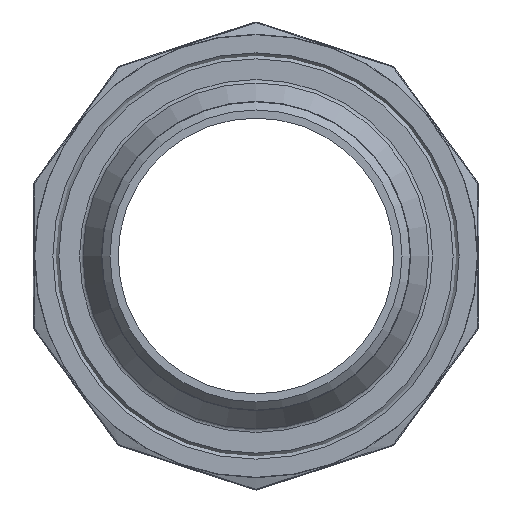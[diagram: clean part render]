
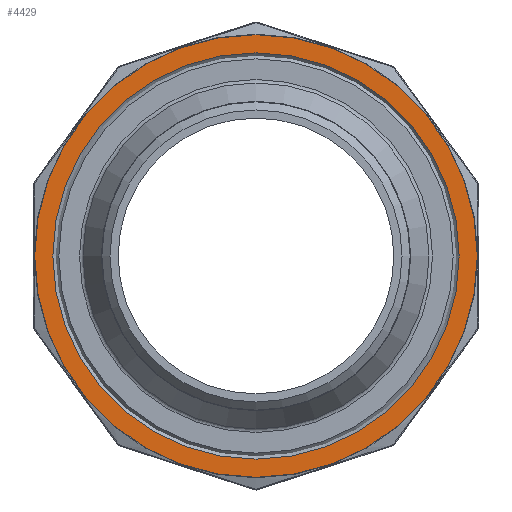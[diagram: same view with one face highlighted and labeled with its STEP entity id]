
A CAD part, left-side view. The second image highlights one B-rep face of the part: STEP entity #4429.
In plain terms, the highlighted planar face has unit normal (-1, 0, 0).
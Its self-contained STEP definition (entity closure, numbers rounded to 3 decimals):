
#1971 = CARTESIAN_POINT ( 'NONE',  ( -18., 0., 0. ) ) ;
#3689 = CARTESIAN_POINT ( 'NONE',  ( -18., 63.685, 0. ) ) ;
#3871 = FACE_BOUND ( 'NONE', #10936, .T. ) ;
#4429 = ADVANCED_FACE ( 'NONE', ( #16344, #3871 ), #7790, .T. ) ;
#5921 = EDGE_LOOP ( 'NONE', ( #11479 ) ) ;
#6709 = AXIS2_PLACEMENT_3D ( 'NONE', #1971, #7530, #11502 ) ;
#7530 = DIRECTION ( 'NONE',  ( 1., 0., 0. ) ) ;
#7790 = PLANE ( 'NONE',  #16907 ) ;
#8001 = AXIS2_PLACEMENT_3D ( 'NONE', #13443, #10625, #14670 ) ;
#9922 = VERTEX_POINT ( 'NONE', #15746 ) ;
#10625 = DIRECTION ( 'NONE',  ( -1., 0., 0. ) ) ;
#10684 = DIRECTION ( 'NONE',  ( -1., 0., 0. ) ) ;
#10936 = EDGE_LOOP ( 'NONE', ( #14306 ) ) ;
#11366 = VERTEX_POINT ( 'NONE', #12674 ) ;
#11479 = ORIENTED_EDGE ( 'NONE', *, *, #11492, .T. ) ;
#11492 = EDGE_CURVE ( 'NONE', #9922, #9922, #13215, .T. ) ;
#11502 = DIRECTION ( 'NONE',  ( 0., 1., 0. ) ) ;
#12674 = CARTESIAN_POINT ( 'NONE',  ( -18., 50.165, 0. ) ) ;
#13089 = EDGE_CURVE ( 'NONE', #11366, #11366, #17459, .T. ) ;
#13215 = CIRCLE ( 'NONE', #8001, 54.647 ) ;
#13321 = DIRECTION ( 'NONE',  ( 0., -1., 0. ) ) ;
#13443 = CARTESIAN_POINT ( 'NONE',  ( -18., 0., 0. ) ) ;
#14306 = ORIENTED_EDGE ( 'NONE', *, *, #13089, .T. ) ;
#14670 = DIRECTION ( 'NONE',  ( 0., -1., 0. ) ) ;
#15746 = CARTESIAN_POINT ( 'NONE',  ( -18., -54.647, 0. ) ) ;
#16344 = FACE_OUTER_BOUND ( 'NONE', #5921, .T. ) ;
#16907 = AXIS2_PLACEMENT_3D ( 'NONE', #3689, #10684, #13321 ) ;
#17459 = CIRCLE ( 'NONE', #6709, 50.165 ) ;
